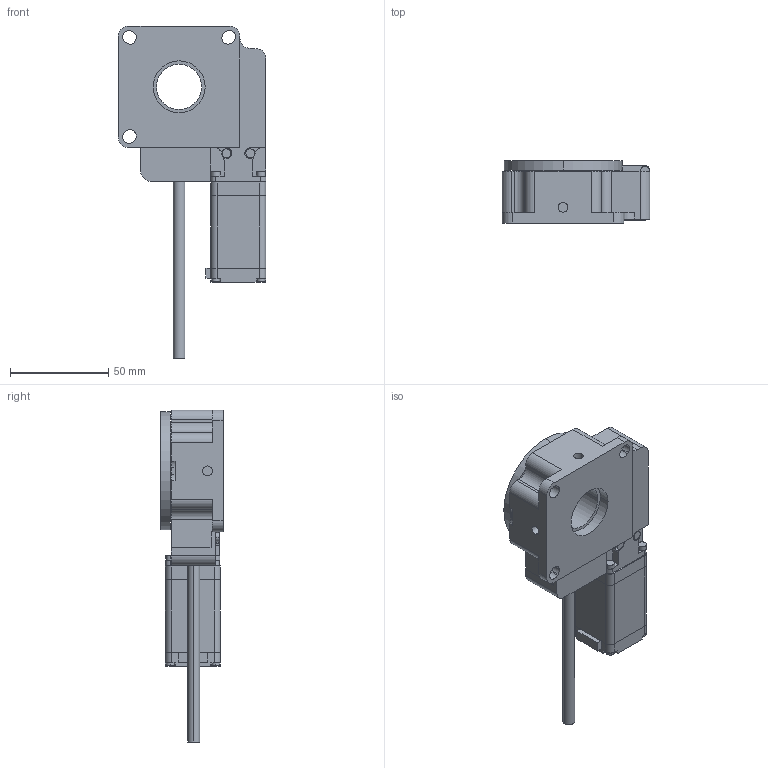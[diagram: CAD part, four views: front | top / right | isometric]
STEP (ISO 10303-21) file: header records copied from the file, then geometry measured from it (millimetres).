
FILE_DESCRIPTION (( 'STEP AP203' ), '1' );
FILE_NAME ('RSW60x-VxT4.step', '2023-05-17T23:19:56', ( '' ), ( '' ), 'SwSTEP 2.0', 'SolidWorks 2019', '' );
FILE_SCHEMA (( 'CONFIG_CONTROL_DESIGN' ));
Length unit declared in the file: millimetre
Products named in the file (4): RSW60_top^RSW60_RSW60-V; RSW60x-VxT4; NMS11_motor^RSW60_NMS11-V; RSW60_base^RSW60_RSW60-VT4
Assembly tree (3 placements, depth 2):
  RSW60x-VxT4
    RSW60_base^RSW60_RSW60-VT4
    NMS11_motor^RSW60_NMS11-V
    RSW60_top^RSW60_RSW60-V
Bounding box: 75.16 x 31.75 x 169 mm (x, y, z)
Volume: 174759.9 mm3; surface area: 43628.6 mm2
Topology: 18 solids, 18 shells, 298 faces, 711 edges, 474 vertices
Faces by surface type: plane 161, cylinder 137
Entity records: 9145 total; most frequent: DIRECTION 1593, CARTESIAN_POINT 1489, ORIENTED_EDGE 1422, EDGE_CURVE 711, AXIS2_PLACEMENT_3D 578, VERTEX_POINT 474, LINE 437, VECTOR 437
